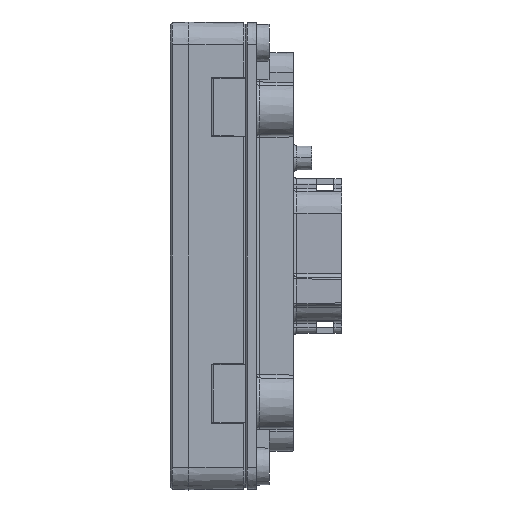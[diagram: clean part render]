
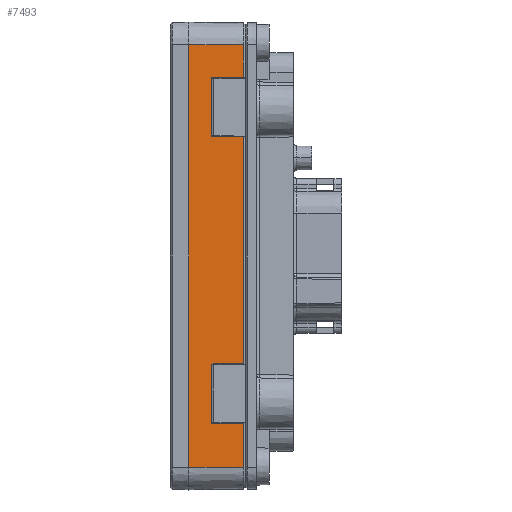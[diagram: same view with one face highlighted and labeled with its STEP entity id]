
A CAD part, left-side view. The second image highlights one B-rep face of the part: STEP entity #7493.
In plain terms, the highlighted planar face has unit normal (-1, -0.018, 0).
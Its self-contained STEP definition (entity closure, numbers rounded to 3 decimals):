
#158=DIRECTION('',(0.,0.,-1.));
#159=VECTOR('',#158,114.753);
#160=CARTESIAN_POINT('',(-93.788,28.317,57.376));
#161=LINE('',#160,#159);
#1148=DIRECTION('',(0.,0.,1.));
#1149=VECTOR('',#1148,11.983);
#1150=CARTESIAN_POINT('',(-93.53,13.521,
-57.376));
#1151=LINE('',#1150,#1149);
#1173=DIRECTION('',(0.017,-1.,0.));
#1174=VECTOR('',#1173,14.798);
#1175=CARTESIAN_POINT('',(-93.788,28.317,
-57.376));
#1176=LINE('',#1175,#1174);
#1177=DIRECTION('',(0.017,-1.,-0.009));
#1178=VECTOR('',#1177,8.74);
#1179=CARTESIAN_POINT('',(-93.683,22.26,
-45.317));
#1180=LINE('',#1179,#1178);
#1181=DIRECTION('',(-0.017,1.,-0.009));
#1182=VECTOR('',#1181,8.74);
#1183=CARTESIAN_POINT('',(-93.53,13.521,48.45));
#1184=LINE('',#1183,#1182);
#1185=DIRECTION('',(0.017,-1.,-0.009));
#1186=VECTOR('',#1185,8.74);
#1187=CARTESIAN_POINT('',(-93.683,22.26,32.363));
#1188=LINE('',#1187,#1186);
#1189=DIRECTION('',(-0.017,1.,-0.009));
#1190=VECTOR('',#1189,8.74);
#1191=CARTESIAN_POINT('',(-93.53,13.521,
-29.229));
#1192=LINE('',#1191,#1190);
#1203=DIRECTION('',(0.,0.,1.));
#1204=VECTOR('',#1203,16.01);
#1205=CARTESIAN_POINT('',(-93.683,22.26,
-45.317));
#1206=LINE('',#1205,#1204);
#1310=DIRECTION('',(0.,0.,1.));
#1311=VECTOR('',#1310,61.515);
#1312=CARTESIAN_POINT('',(-93.53,13.521,
-29.229));
#1313=LINE('',#1312,#1311);
#1371=DIRECTION('',(0.,0.,1.));
#1372=VECTOR('',#1371,16.01);
#1373=CARTESIAN_POINT('',(-93.683,22.26,32.363));
#1374=LINE('',#1373,#1372);
#1449=DIRECTION('',(0.,0.,1.));
#1450=VECTOR('',#1449,8.927);
#1451=CARTESIAN_POINT('',(-93.53,13.521,48.45));
#1452=LINE('',#1451,#1450);
#1466=DIRECTION('',(-0.017,1.,0.));
#1467=VECTOR('',#1466,14.798);
#1468=CARTESIAN_POINT('',(-93.53,13.521,57.376));
#1469=LINE('',#1468,#1467);
#5385=CARTESIAN_POINT('',(-93.788,28.317,
-57.376));
#5386=VERTEX_POINT('',#5385);
#5387=CARTESIAN_POINT('',(-93.788,28.317,57.376));
#5388=VERTEX_POINT('',#5387);
#6128=CARTESIAN_POINT('',(-93.53,13.521,32.286));
#6129=VERTEX_POINT('',#6128);
#6130=CARTESIAN_POINT('',(-93.683,22.26,32.363));
#6131=VERTEX_POINT('',#6130);
#6158=CARTESIAN_POINT('',(-93.683,22.26,48.373));
#6159=VERTEX_POINT('',#6158);
#6160=CARTESIAN_POINT('',(-93.53,13.521,48.45));
#6161=VERTEX_POINT('',#6160);
#6323=CARTESIAN_POINT('',(-93.53,13.521,
-45.393));
#6324=VERTEX_POINT('',#6323);
#6325=CARTESIAN_POINT('',(-93.683,22.26,
-45.317));
#6326=VERTEX_POINT('',#6325);
#6343=CARTESIAN_POINT('',(-93.683,22.26,
-29.306));
#6344=VERTEX_POINT('',#6343);
#6345=CARTESIAN_POINT('',(-93.53,13.521,
-29.229));
#6346=VERTEX_POINT('',#6345);
#6357=CARTESIAN_POINT('',(-93.53,13.521,
-57.376));
#6358=VERTEX_POINT('',#6357);
#6359=CARTESIAN_POINT('',(-93.53,13.521,57.376));
#6360=VERTEX_POINT('',#6359);
#7466=CARTESIAN_POINT('',(-93.788,28.317,
-57.376));
#7467=DIRECTION('',(-1.,-0.017,0.));
#7468=DIRECTION('',(0.,0.,1.));
#7469=AXIS2_PLACEMENT_3D('',#7466,#7467,#7468);
#7470=PLANE('',#7469);
#7472=ORIENTED_EDGE('',*,*,#7471,.F.);
#7473=ORIENTED_EDGE('',*,*,#7390,.T.);
#7474=ORIENTED_EDGE('',*,*,#7407,.F.);
#7475=ORIENTED_EDGE('',*,*,#7461,.F.);
#7476=ORIENTED_EDGE('',*,*,#6747,.F.);
#7478=ORIENTED_EDGE('',*,*,#7477,.F.);
#7480=ORIENTED_EDGE('',*,*,#7479,.F.);
#7482=ORIENTED_EDGE('',*,*,#7481,.T.);
#7484=ORIENTED_EDGE('',*,*,#7483,.F.);
#7486=ORIENTED_EDGE('',*,*,#7485,.T.);
#7488=ORIENTED_EDGE('',*,*,#7487,.F.);
#7490=ORIENTED_EDGE('',*,*,#7489,.T.);
#7491=EDGE_LOOP('',(#7472,#7473,#7474,#7475,#7476,#7478,#7480,#7482,#7484,#7486,
#7488,#7490));
#7492=FACE_OUTER_BOUND('',#7491,.F.);
#7493=ADVANCED_FACE('',(#7492),#7470,.T.);
#6747=EDGE_CURVE('',#5388,#5386,#161,.T.);
#7390=EDGE_CURVE('',#6326,#6324,#1180,.T.);
#7407=EDGE_CURVE('',#6358,#6324,#1151,.T.);
#7461=EDGE_CURVE('',#5386,#6358,#1176,.T.);
#7471=EDGE_CURVE('',#6326,#6344,#1206,.T.);
#7477=EDGE_CURVE('',#6360,#5388,#1469,.T.);
#7479=EDGE_CURVE('',#6161,#6360,#1452,.T.);
#7481=EDGE_CURVE('',#6161,#6159,#1184,.T.);
#7483=EDGE_CURVE('',#6131,#6159,#1374,.T.);
#7485=EDGE_CURVE('',#6131,#6129,#1188,.T.);
#7487=EDGE_CURVE('',#6346,#6129,#1313,.T.);
#7489=EDGE_CURVE('',#6346,#6344,#1192,.T.);
